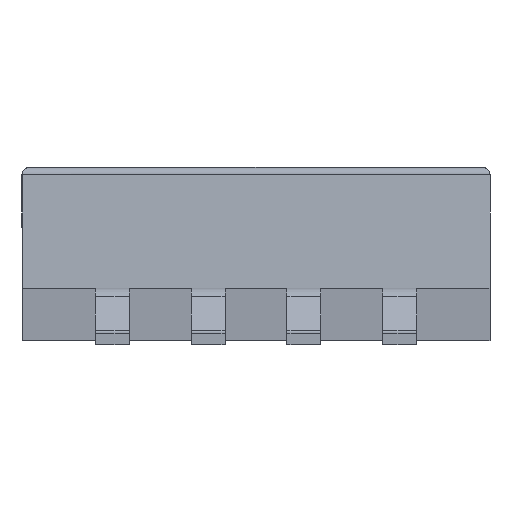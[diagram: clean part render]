
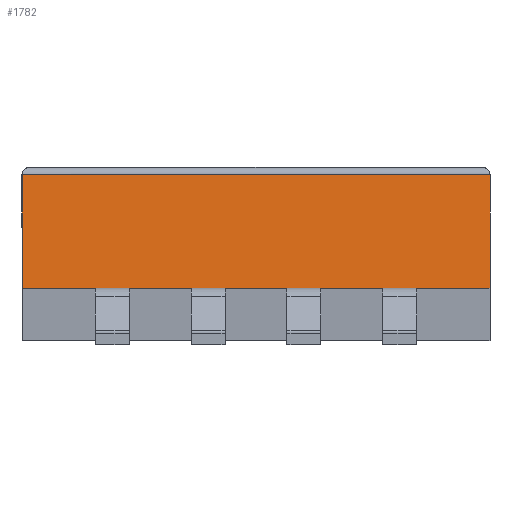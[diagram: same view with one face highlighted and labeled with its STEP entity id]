
A CAD part, front view. The second image highlights one B-rep face of the part: STEP entity #1782.
In plain terms, the highlighted planar face has unit normal (0, -0.996, 0.093).
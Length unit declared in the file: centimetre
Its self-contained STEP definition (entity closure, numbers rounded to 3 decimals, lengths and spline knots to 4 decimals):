
#2 = B_SPLINE_CURVE_WITH_KNOTS ( 'NONE', 3,
 ( #1536, #1537, #1538, #1539 ),
 .UNSPECIFIED., .F., .F.,
 ( 4, 4 ),
 ( 0., 1. ),
 .UNSPECIFIED. ) ;
#64 = LINE ( 'NONE', #1105, #139 ) ;
#82 = LINE ( 'NONE', #1136, #115 ) ;
#115 = VECTOR ( 'NONE', #1137, 100. ) ;
#139 = VECTOR ( 'NONE', #1106, 100. ) ;
#158 = ORIENTED_EDGE ( 'NONE', *, *, #1710, .T. ) ;
#382 = EDGE_LOOP ( 'NONE', ( #1986, #1987, #1985, #1989, #1988, #158 ) ) ;
#445 = VERTEX_POINT ( 'NONE', #1021 ) ;
#534 = VERTEX_POINT ( 'NONE', #1054 ) ;
#535 = VERTEX_POINT ( 'NONE', #1055 ) ;
#791 = VERTEX_POINT ( 'NONE', #1068 ) ;
#803 = VERTEX_POINT ( 'NONE', #1080 ) ;
#805 = VERTEX_POINT ( 'NONE', #1082 ) ;
#1021 = CARTESIAN_POINT ( 'NONE',  ( 0.3105, -0.31, 0.075 ) ) ;
#1054 = CARTESIAN_POINT ( 'NONE',  ( -0.3105, -0.2958, 0.2259 ) ) ;
#1055 = CARTESIAN_POINT ( 'NONE',  ( -0.3105, -0.31, 0.075 ) ) ;
#1068 = CARTESIAN_POINT ( 'NONE',  ( 0.3105, -0.2958, 0.2259 ) ) ;
#1080 = CARTESIAN_POINT ( 'NONE',  ( 0.3105, -0.2959, 0.225 ) ) ;
#1082 = CARTESIAN_POINT ( 'NONE',  ( -0.3105, -0.2959, 0.225 ) ) ;
#1105 = CARTESIAN_POINT ( 'NONE',  ( 0.3105, -0.3025, 0.155 ) ) ;
#1106 = DIRECTION ( 'NONE',  ( 0., 0.093, 0.996 ) ) ;
#1136 = CARTESIAN_POINT ( 'NONE',  ( 0., -0.31, 0.075 ) ) ;
#1137 = DIRECTION ( 'NONE',  ( 1., 0., 0. ) ) ;
#1236 = LINE ( 'NONE', #1532, #1298 ) ;
#1238 = LINE ( 'NONE', #1540, #1300 ) ;
#1298 = VECTOR ( 'NONE', #1533, 100. ) ;
#1300 = VECTOR ( 'NONE', #1541, 100. ) ;
#1327 = AXIS2_PLACEMENT_3D ( 'NONE', #2755, #2756, #2757 ) ;
#1532 = CARTESIAN_POINT ( 'NONE',  ( -0.3105, -0.3025, 0.155 ) ) ;
#1533 = DIRECTION ( 'NONE',  ( 0., -0.093, -0.996 ) ) ;
#1536 = CARTESIAN_POINT ( 'NONE',  ( 0.3105, -0.2958, 0.2259 ) ) ;
#1537 = CARTESIAN_POINT ( 'NONE',  ( 0.3105, -0.2959, 0.2256 ) ) ;
#1538 = CARTESIAN_POINT ( 'NONE',  ( 0.3105, -0.2959, 0.2253 ) ) ;
#1539 = CARTESIAN_POINT ( 'NONE',  ( 0.3105, -0.2959, 0.225 ) ) ;
#1540 = CARTESIAN_POINT ( 'NONE',  ( 0., -0.2958, 0.2259 ) ) ;
#1541 = DIRECTION ( 'NONE',  ( -1., 0., 0. ) ) ;
#1571 = CARTESIAN_POINT ( 'NONE',  ( -0.3105, -0.2959, 0.225 ) ) ;
#1572 = CARTESIAN_POINT ( 'NONE',  ( -0.3105, -0.2959, 0.2253 ) ) ;
#1573 = CARTESIAN_POINT ( 'NONE',  ( -0.3105, -0.2959, 0.2256 ) ) ;
#1574 = CARTESIAN_POINT ( 'NONE',  ( -0.3105, -0.2958, 0.2259 ) ) ;
#1710 = EDGE_CURVE ( 'NONE', #445, #803, #64, .T. ) ;
#1721 = EDGE_CURVE ( 'NONE', #535, #445, #82, .T. ) ;
#1746 = EDGE_CURVE ( 'NONE', #805, #535, #1236, .T. ) ;
#1748 = EDGE_CURVE ( 'NONE', #791, #803, #2, .T. ) ;
#1749 = EDGE_CURVE ( 'NONE', #791, #534, #1238, .T. ) ;
#1762 = EDGE_CURVE ( 'NONE', #805, #534, #2646, .T. ) ;
#1782 = ADVANCED_FACE ( 'NONE', ( #2845 ), #2754, .T. ) ;
#1985 = ORIENTED_EDGE ( 'NONE', *, *, #1762, .F. ) ;
#1986 = ORIENTED_EDGE ( 'NONE', *, *, #1748, .F. ) ;
#1987 = ORIENTED_EDGE ( 'NONE', *, *, #1749, .T. ) ;
#1988 = ORIENTED_EDGE ( 'NONE', *, *, #1721, .T. ) ;
#1989 = ORIENTED_EDGE ( 'NONE', *, *, #1746, .T. ) ;
#2646 = B_SPLINE_CURVE_WITH_KNOTS ( 'NONE', 3,
 ( #1571, #1572, #1573, #1574 ),
 .UNSPECIFIED., .F., .F.,
 ( 4, 4 ),
 ( 0., 1. ),
 .UNSPECIFIED. ) ;
#2754 = PLANE ( 'NONE',  #1327 ) ;
#2755 = CARTESIAN_POINT ( 'NONE',  ( 0., -0.3025, 0.155 ) ) ;
#2756 = DIRECTION ( 'NONE',  ( 0., -0.996, 0.093 ) ) ;
#2757 = DIRECTION ( 'NONE',  ( 0., -0.093, -0.996 ) ) ;
#2845 = FACE_OUTER_BOUND ( 'NONE', #382, .T. ) ;
